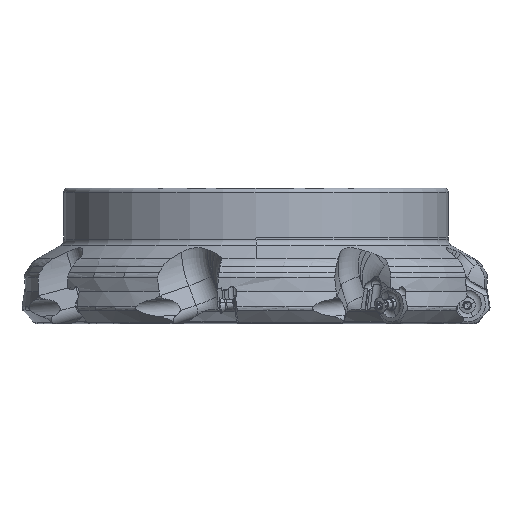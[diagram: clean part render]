
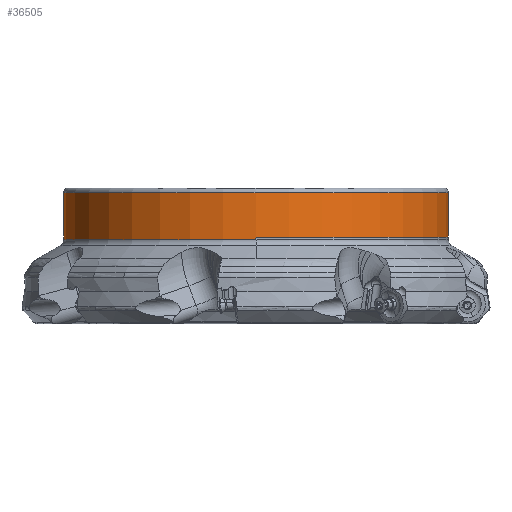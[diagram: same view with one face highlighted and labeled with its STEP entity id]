
A CAD part, left-side view. The second image highlights one B-rep face of the part: STEP entity #36505.
In plain terms, the highlighted cylindrical face has radius 87.5 mm (diameter 175 mm), a partial arc.
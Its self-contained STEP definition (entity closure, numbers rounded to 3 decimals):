
#18632=CARTESIAN_POINT('',(0.,0.,-22.216));
#18633=DIRECTION('',(0.,0.,-1.));
#18634=DIRECTION('',(0.,-1.,0.));
#18635=AXIS2_PLACEMENT_3D('',#18632,#18633,#18634);
#18637=DIRECTION('',(0.,0.,-1.));
#18638=VECTOR('',#18637,1.284);
#18639=CARTESIAN_POINT('',(-87.5,0.,-22.216));
#18640=LINE('',#18639,#18638);
#18641=CARTESIAN_POINT('',(0.,0.,-23.501));
#18642=DIRECTION('',(0.,0.,-1.));
#18643=DIRECTION('',(-1.,0.,0.));
#18644=AXIS2_PLACEMENT_3D('',#18641,#18642,#18643);
#18646=CARTESIAN_POINT('',(0.,0.,-23.501));
#18647=DIRECTION('',(0.,0.,-1.));
#18648=DIRECTION('',(0.,1.,0.));
#18649=AXIS2_PLACEMENT_3D('',#18646,#18647,#18648);
#18651=DIRECTION('',(0.,0.,1.));
#18652=VECTOR('',#18651,1.284);
#18653=CARTESIAN_POINT('',(87.5,0.,-23.501));
#18654=LINE('',#18653,#18652);
#18655=CARTESIAN_POINT('',(0.,0.,-22.216));
#18656=DIRECTION('',(0.,0.,1.));
#18657=DIRECTION('',(1.,0.,0.));
#18658=AXIS2_PLACEMENT_3D('',#18655,#18656,#18657);
#18660=DIRECTION('',(0.,0.,1.));
#18661=VECTOR('',#18660,20.216);
#18662=CARTESIAN_POINT('',(0.,87.5,-22.216));
#18663=LINE('',#18662,#18661);
#18664=DIRECTION('',(0.,0.,-1.));
#18665=VECTOR('',#18664,20.216);
#18666=CARTESIAN_POINT('',(0.,-87.5,-2.));
#18667=LINE('',#18666,#18665);
#18668=CARTESIAN_POINT('',(0.,0.,-2.));
#18669=DIRECTION('',(0.,0.,-1.));
#18670=DIRECTION('',(0.,-1.,0.));
#18671=AXIS2_PLACEMENT_3D('',#18668,#18669,#18670);
#18673=CARTESIAN_POINT('',(0.,0.,-2.));
#18674=DIRECTION('',(0.,0.,-1.));
#18675=DIRECTION('',(0.,1.,0.));
#18676=AXIS2_PLACEMENT_3D('',#18673,#18674,#18675);
#23541=CARTESIAN_POINT('',(0.,87.5,-23.501));
#23542=CARTESIAN_POINT('',(87.5,0.,-23.501));
#23543=VERTEX_POINT('',#23541);
#23544=VERTEX_POINT('',#23542);
#23545=CARTESIAN_POINT('',(-87.5,0.,-23.501));
#23546=VERTEX_POINT('',#23545);
#23549=CARTESIAN_POINT('',(87.5,0.,-22.216));
#23550=VERTEX_POINT('',#23549);
#23551=CARTESIAN_POINT('',(0.,-87.5,-22.216));
#23552=CARTESIAN_POINT('',(-87.5,0.,-22.216));
#23553=VERTEX_POINT('',#23551);
#23554=VERTEX_POINT('',#23552);
#23555=CARTESIAN_POINT('',(0.,87.5,-22.216));
#23556=VERTEX_POINT('',#23555);
#23557=CARTESIAN_POINT('',(0.,87.5,-2.));
#23558=VERTEX_POINT('',#23557);
#23559=CARTESIAN_POINT('',(0.,-87.5,-2.));
#23560=VERTEX_POINT('',#23559);
#23563=CARTESIAN_POINT('',(-0.016,87.5,-2.));
#23564=VERTEX_POINT('',#23563);
#36486=CARTESIAN_POINT('',(0.,0.,-1.57));
#36487=DIRECTION('',(0.,0.,-1.));
#36488=DIRECTION('',(0.,-1.,0.));
#36489=AXIS2_PLACEMENT_3D('',#36486,#36487,#36488);
#36490=CYLINDRICAL_SURFACE('',#36489,87.5);
#36491=ORIENTED_EDGE('',*,*,#36466,.T.);
#36492=ORIENTED_EDGE('',*,*,#36464,.T.);
#36493=ORIENTED_EDGE('',*,*,#36416,.T.);
#36494=ORIENTED_EDGE('',*,*,#36414,.T.);
#36495=ORIENTED_EDGE('',*,*,#36460,.T.);
#36496=ORIENTED_EDGE('',*,*,#36458,.T.);
#36497=ORIENTED_EDGE('',*,*,#36474,.T.);
#36499=ORIENTED_EDGE('',*,*,#36498,.F.);
#36501=ORIENTED_EDGE('',*,*,#36500,.F.);
#36502=ORIENTED_EDGE('',*,*,#36468,.T.);
#36503=EDGE_LOOP('',(#36491,#36492,#36493,#36494,#36495,#36496,#36497,#36499,
#36501,#36502));
#36504=FACE_OUTER_BOUND('',#36503,.F.);
#18636=CIRCLE('',#18635,87.5);
#18645=CIRCLE('',#18644,87.5);
#18650=CIRCLE('',#18649,87.5);
#18659=CIRCLE('',#18658,87.5);
#18672=CIRCLE('',#18671,87.5);
#18677=CIRCLE('',#18676,87.5);
#36414=EDGE_CURVE('',#23543,#23544,#18650,.T.);
#36416=EDGE_CURVE('',#23546,#23543,#18645,.T.);
#36458=EDGE_CURVE('',#23550,#23556,#18659,.T.);
#36460=EDGE_CURVE('',#23544,#23550,#18654,.T.);
#36464=EDGE_CURVE('',#23554,#23546,#18640,.T.);
#36466=EDGE_CURVE('',#23553,#23554,#18636,.T.);
#36468=EDGE_CURVE('',#23560,#23553,#18667,.T.);
#36474=EDGE_CURVE('',#23556,#23558,#18663,.T.);
#36498=EDGE_CURVE('',#23564,#23558,#18677,.T.);
#36500=EDGE_CURVE('',#23560,#23564,#18672,.T.);
#36505=ADVANCED_FACE('',(#36504),#36490,.T.);
